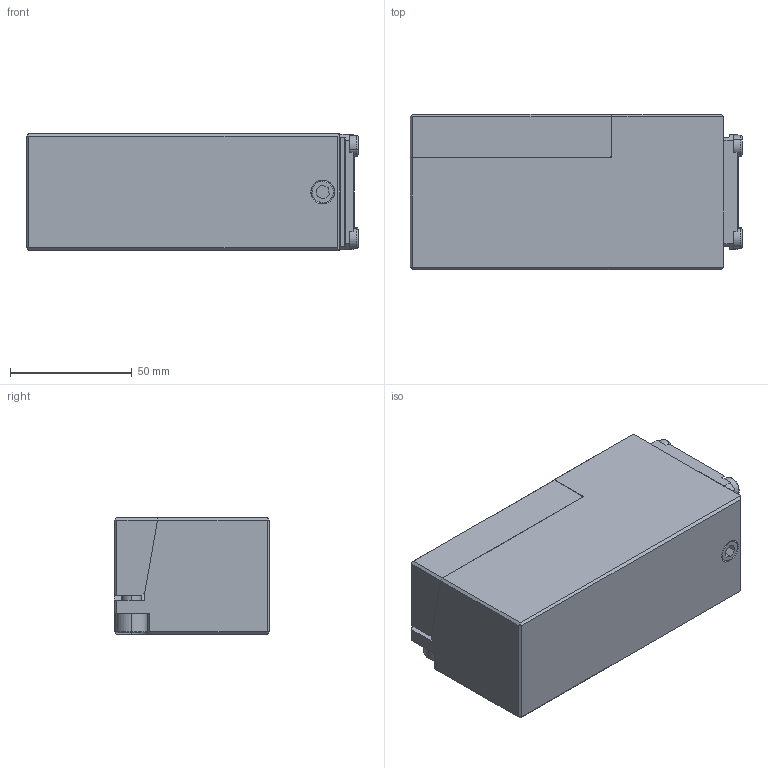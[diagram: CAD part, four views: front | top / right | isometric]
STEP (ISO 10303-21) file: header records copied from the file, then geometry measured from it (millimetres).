
FILE_DESCRIPTION (( 'STEP AP214' ), '1' );
FILE_NAME ('RER.PS4.V32.135.STEP', '2024-12-11T10:25:54', ( '' ), ( '' ), 'SwSTEP 2.0', 'SolidWorks 2022', '' );
FILE_SCHEMA (( 'AUTOMOTIVE_DESIGN' ));
Length unit declared in the file: millimetre
Products named in the file (17): DIN 3771 - 37x1.5; U40-PS4.048.006; DIN 3771 - 38x1.5; U40-PS4.ER1.025_B; ISO 4762 - M3 x 25-12.9_PreviewCfg; DIN 916 - G1-8 x 8; U40-PS4.ER1.036_A; U40-PS4.ERx.010_A; RER.PS4.V32.135; RER-HA4.V32.135-11_A; RER-ER1.V32.083_A; DIN 6325_ø2.5x8_2x6; U40-PS4.023.006_D; ISO 4762 - M8 x 35; DIN 6325_ø3x10_2x6; DIN 7984 - M5 x 16; U40-PS4.ERx.010_A_Links gewinde
Assembly tree (24 placements, depth 3):
  RER.PS4.V32.135
    RER-HA4.V32.135-11_A
    RER-ER1.V32.083_A
    ISO 4762 - M8 x 35  x3
    DIN 916 - G1-8 x 8  x2
    U40-PS4.048.006
      U40-PS4.ER1.025_B
      U40-PS4.ERx.010_A
      U40-PS4.ERx.010_A_Links gewinde
      U40-PS4.ER1.036_A
      U40-PS4.023.006_D
      DIN 7984 - M5 x 16  x4
      DIN 6325_ø2.5x8_2x6
      DIN 3771 - 37x1.5
      ISO 4762 - M3 x 25-12.9_PreviewCfg  x2
      DIN 6325_ø3x10_2x6  x2
      DIN 3771 - 38x1.5
Bounding box: 136.5 x 64 x 48 mm (x, y, z)
Volume: 375113.9 mm3; surface area: 81421.9 mm2
Topology: 23 solids, 23 shells, 778 faces, 1884 edges, 1136 vertices
Faces by surface type: plane 335, cone 192, cylinder 172, torus 65, sphere 12, bspline 2
Entity records: 20368 total; most frequent: CARTESIAN_POINT 4589, DIRECTION 3049, ORIENTED_EDGE 2912, EDGE_CURVE 1456, AXIS2_PLACEMENT_3D 1172, VERTEX_POINT 906, LINE 705, VECTOR 705
